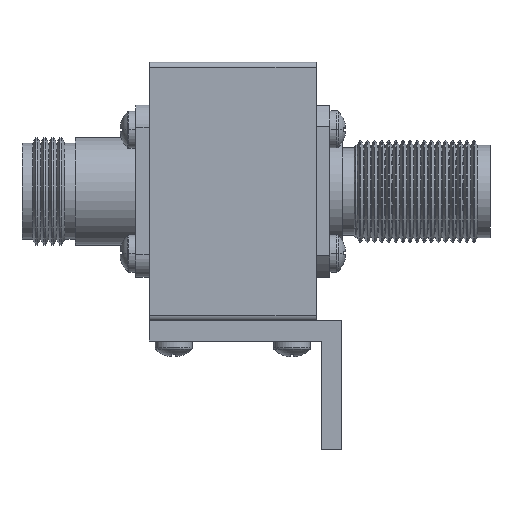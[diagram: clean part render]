
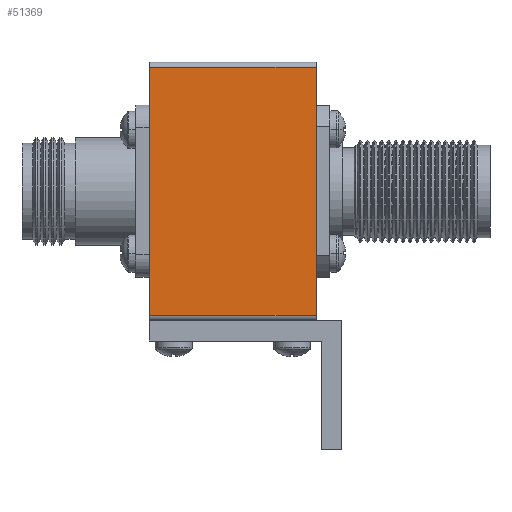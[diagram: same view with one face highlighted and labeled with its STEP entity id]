
A CAD part, top view. The second image highlights one B-rep face of the part: STEP entity #51369.
In plain terms, the highlighted face is planar.
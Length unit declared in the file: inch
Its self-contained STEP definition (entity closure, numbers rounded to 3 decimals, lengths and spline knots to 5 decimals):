
#1845 = CARTESIAN_POINT ( 'NONE',  ( 1.47, 0., 0.97 ) ) ;
#1955 = VERTEX_POINT ( 'NONE', #50559 ) ;
#3356 = CARTESIAN_POINT ( 'NONE',  ( 0.03, 0., 0. ) ) ;
#3829 = ORIENTED_EDGE ( 'NONE', *, *, #14170, .T. ) ;
#6570 = EDGE_CURVE ( 'NONE', #65032, #1955, #51557, .T. ) ;
#7284 = DIRECTION ( 'NONE',  ( 1., 0., 0. ) ) ;
#8157 = VERTEX_POINT ( 'NONE', #22985 ) ;
#14170 = EDGE_CURVE ( 'NONE', #14511, #65032, #53596, .T. ) ;
#14511 = VERTEX_POINT ( 'NONE', #3356 ) ;
#15730 = ORIENTED_EDGE ( 'NONE', *, *, #6570, .T. ) ;
#16488 = DIRECTION ( 'NONE',  ( 0., 0., 1. ) ) ;
#19648 = DIRECTION ( 'NONE',  ( 1., 0., 0. ) ) ;
#22985 = CARTESIAN_POINT ( 'NONE',  ( 0.03, 0., 0.97 ) ) ;
#30093 = CARTESIAN_POINT ( 'NONE',  ( 1.47, 0., 0. ) ) ;
#33993 = ORIENTED_EDGE ( 'NONE', *, *, #39102, .T. ) ;
#36383 = CARTESIAN_POINT ( 'NONE',  ( 0.03, 0., 0.97 ) ) ;
#39102 = EDGE_CURVE ( 'NONE', #8157, #14511, #41971, .T. ) ;
#41971 = LINE ( 'NONE', #36383, #52267 ) ;
#45980 = DIRECTION ( 'NONE',  ( 0., 0., 1. ) ) ;
#50559 = CARTESIAN_POINT ( 'NONE',  ( 1.47, 0., 0.97 ) ) ;
#51369 = ADVANCED_FACE ( 'NONE', ( #56428 ), #60905, .F. ) ;
#51557 = LINE ( 'NONE', #1845, #56178 ) ;
#52267 = VECTOR ( 'NONE', #52701, 39.37008 ) ;
#52701 = DIRECTION ( 'NONE',  ( 0., 0., -1. ) ) ;
#53202 = LINE ( 'NONE', #65166, #54128 ) ;
#53596 = LINE ( 'NONE', #71160, #69595 ) ;
#54128 = VECTOR ( 'NONE', #19648, 39.37008 ) ;
#54719 = EDGE_LOOP ( 'NONE', ( #3829, #15730, #61706, #33993 ) ) ;
#56178 = VECTOR ( 'NONE', #45980, 39.37008 ) ;
#56428 = FACE_OUTER_BOUND ( 'NONE', #54719, .T. ) ;
#60905 = PLANE ( 'NONE',  #63582 ) ;
#61706 = ORIENTED_EDGE ( 'NONE', *, *, #64800, .F. ) ;
#63582 = AXIS2_PLACEMENT_3D ( 'NONE', #66891, #70770, #16488 ) ;
#64800 = EDGE_CURVE ( 'NONE', #8157, #1955, #53202, .T. ) ;
#65032 = VERTEX_POINT ( 'NONE', #30093 ) ;
#65166 = CARTESIAN_POINT ( 'NONE',  ( 0., 0., 0.97 ) ) ;
#66891 = CARTESIAN_POINT ( 'NONE',  ( 0., 0., 0.97 ) ) ;
#69595 = VECTOR ( 'NONE', #7284, 39.37008 ) ;
#70770 = DIRECTION ( 'NONE',  ( 0., 1., 0. ) ) ;
#71160 = CARTESIAN_POINT ( 'NONE',  ( 0., 0., 0. ) ) ;
